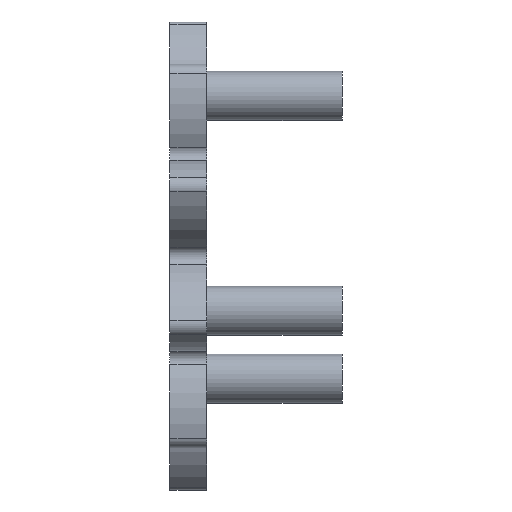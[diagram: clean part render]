
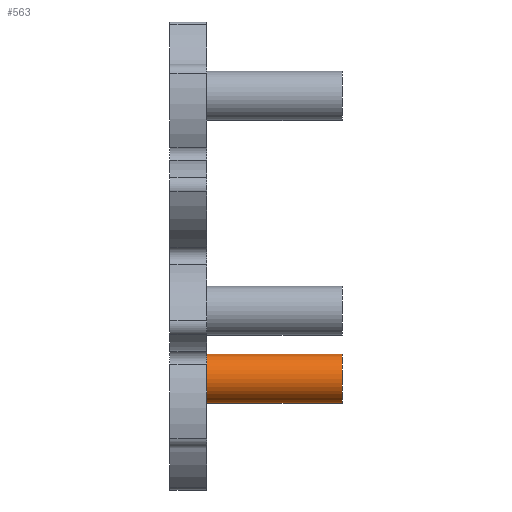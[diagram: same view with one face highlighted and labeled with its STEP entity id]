
A CAD part, front view. The second image highlights one B-rep face of the part: STEP entity #563.
In plain terms, the highlighted cylindrical face has radius 1 mm (diameter 2 mm), a partial arc.
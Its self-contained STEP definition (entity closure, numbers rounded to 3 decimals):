
#94 = ORIENTED_EDGE ( 'NONE', *, *, #1389, .F. ) ;
#108 = ORIENTED_EDGE ( 'NONE', *, *, #2176, .F. ) ;
#229 = DIRECTION ( 'NONE',  ( 0., 0., -1. ) ) ;
#446 = CARTESIAN_POINT ( 'NONE',  ( 5.5, -4.178, -5.979 ) ) ;
#563 = ADVANCED_FACE ( 'NONE', ( #941 ), #952, .T. ) ;
#582 = CARTESIAN_POINT ( 'NONE',  ( 5.5, -4.178, -4.979 ) ) ;
#637 = VERTEX_POINT ( 'NONE', #446 ) ;
#641 = DIRECTION ( 'NONE',  ( 1., 0., 0. ) ) ;
#693 = CIRCLE ( 'NONE', #1214, 1. ) ;
#707 = ORIENTED_EDGE ( 'NONE', *, *, #2120, .T. ) ;
#795 = CIRCLE ( 'NONE', #1288, 1. ) ;
#854 = EDGE_LOOP ( 'NONE', ( #108, #94, #1805, #707 ) ) ;
#941 = FACE_OUTER_BOUND ( 'NONE', #854, .T. ) ;
#952 = CYLINDRICAL_SURFACE ( 'NONE', #1472, 1. ) ;
#960 = CARTESIAN_POINT ( 'NONE',  ( 0., -4.178, -5.979 ) ) ;
#1117 = CARTESIAN_POINT ( 'NONE',  ( 5.5, -4.178, -4.979 ) ) ;
#1132 = CARTESIAN_POINT ( 'NONE',  ( 5.5, -4.178, -5.979 ) ) ;
#1154 = DIRECTION ( 'NONE',  ( 0., 0., -1. ) ) ;
#1214 = AXIS2_PLACEMENT_3D ( 'NONE', #582, #1682, #229 ) ;
#1288 = AXIS2_PLACEMENT_3D ( 'NONE', #1344, #641, #1154 ) ;
#1306 = DIRECTION ( 'NONE',  ( -1., 0., 0. ) ) ;
#1344 = CARTESIAN_POINT ( 'NONE',  ( 0., -4.178, -4.979 ) ) ;
#1368 = VERTEX_POINT ( 'NONE', #2179 ) ;
#1387 = VERTEX_POINT ( 'NONE', #960 ) ;
#1389 = EDGE_CURVE ( 'NONE', #1727, #637, #693, .T. ) ;
#1472 = AXIS2_PLACEMENT_3D ( 'NONE', #1117, #1306, #2007 ) ;
#1499 = DIRECTION ( 'NONE',  ( -1., 0., 0. ) ) ;
#1628 = DIRECTION ( 'NONE',  ( -1., 0., 0. ) ) ;
#1682 = DIRECTION ( 'NONE',  ( 1., 0., 0. ) ) ;
#1727 = VERTEX_POINT ( 'NONE', #2185 ) ;
#1799 = CARTESIAN_POINT ( 'NONE',  ( 5.5, -4.178, -3.979 ) ) ;
#1805 = ORIENTED_EDGE ( 'NONE', *, *, #2107, .T. ) ;
#1989 = LINE ( 'NONE', #1799, #2168 ) ;
#2007 = DIRECTION ( 'NONE',  ( 0., 0., 1. ) ) ;
#2107 = EDGE_CURVE ( 'NONE', #1727, #1368, #1989, .T. ) ;
#2120 = EDGE_CURVE ( 'NONE', #1368, #1387, #795, .T. ) ;
#2168 = VECTOR ( 'NONE', #1628, 1000. ) ;
#2176 = EDGE_CURVE ( 'NONE', #637, #1387, #2193, .T. ) ;
#2179 = CARTESIAN_POINT ( 'NONE',  ( 0., -4.178, -3.979 ) ) ;
#2185 = CARTESIAN_POINT ( 'NONE',  ( 5.5, -4.178, -3.979 ) ) ;
#2193 = LINE ( 'NONE', #1132, #2204 ) ;
#2204 = VECTOR ( 'NONE', #1499, 1000. ) ;
